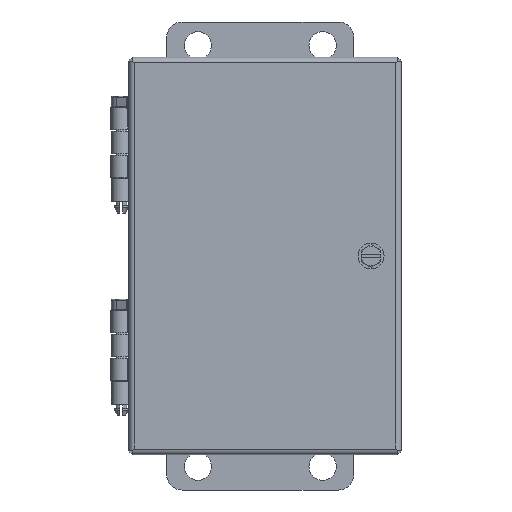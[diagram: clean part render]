
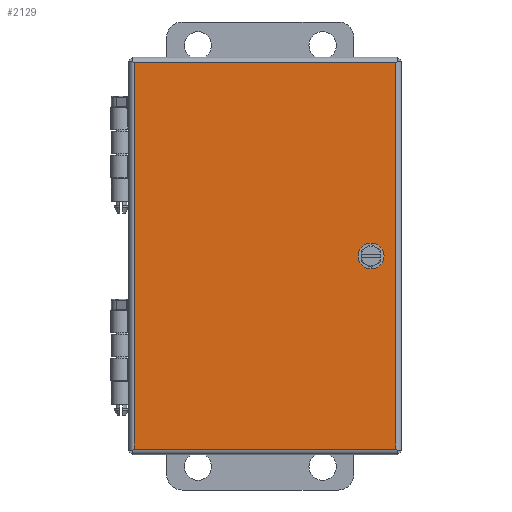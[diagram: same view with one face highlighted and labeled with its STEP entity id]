
A CAD part, front view. The second image highlights one B-rep face of the part: STEP entity #2129.
In plain terms, the highlighted planar face has unit normal (0, -1, 0).
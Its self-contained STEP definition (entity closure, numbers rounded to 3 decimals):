
#2129 = ADVANCED_FACE( '', ( #4779, #4780 ), #4781, .T. );
#4779 = FACE_BOUND( '', #8471, .T. );
#4780 = FACE_OUTER_BOUND( '', #8472, .T. );
#4781 = PLANE( '', #8473 );
#8471 = EDGE_LOOP( '', ( #14204 ) );
#8472 = EDGE_LOOP( '', ( #14205, #14206, #14207, #14208 ) );
#8473 = AXIS2_PLACEMENT_3D( '', #14209, #14210, #14211 );
#14204 = ORIENTED_EDGE( '', *, *, #23855, .F. );
#14205 = ORIENTED_EDGE( '', *, *, #23856, .T. );
#14206 = ORIENTED_EDGE( '', *, *, #23857, .F. );
#14207 = ORIENTED_EDGE( '', *, *, #23858, .T. );
#14208 = ORIENTED_EDGE( '', *, *, #23859, .T. );
#14209 = CARTESIAN_POINT( '', ( -55.499, 0., -80.899 ) );
#14210 = DIRECTION( '', ( 0., -1., 0. ) );
#14211 = DIRECTION( '', ( 0., 0., -1. ) );
#23855 = EDGE_CURVE( '', #28308, #28308, #28309, .T. );
#23856 = EDGE_CURVE( '', #28310, #28311, #28312, .T. );
#23857 = EDGE_CURVE( '', #27267, #28311, #28313, .T. );
#23858 = EDGE_CURVE( '', #27267, #27918, #28314, .T. );
#23859 = EDGE_CURVE( '', #27918, #28310, #28315, .T. );
#27267 = VERTEX_POINT( '', #34449 );
#27918 = VERTEX_POINT( '', #35984 );
#28308 = VERTEX_POINT( '', #36794 );
#28309 = CIRCLE( '', #36795, 3.175 );
#28310 = VERTEX_POINT( '', #36796 );
#28311 = VERTEX_POINT( '', #36797 );
#28312 = LINE( '', #36798, #36799 );
#28313 = LINE( '', #36800, #36801 );
#28314 = LINE( '', #36802, #36803 );
#28315 = LINE( '', #36804, #36805 );
#34449 = CARTESIAN_POINT( '', ( -53.162, 0., 78.562 ) );
#35984 = CARTESIAN_POINT( '', ( -53.162, 0., -78.562 ) );
#36794 = CARTESIAN_POINT( '', ( 46.355, 0., 0. ) );
#36795 = AXIS2_PLACEMENT_3D( '', #44598, #44599, #44600 );
#36796 = CARTESIAN_POINT( '', ( 53.162, 0., -78.562 ) );
#36797 = CARTESIAN_POINT( '', ( 53.162, 0., 78.562 ) );
#36798 = CARTESIAN_POINT( '', ( 53.162, 0., 78.562 ) );
#36799 = VECTOR( '', #44601, 1000. );
#36800 = CARTESIAN_POINT( '', ( -53.162, 0., 78.562 ) );
#36801 = VECTOR( '', #44602, 1000. );
#36802 = CARTESIAN_POINT( '', ( -53.162, 0., -80.899 ) );
#36803 = VECTOR( '', #44603, 1000. );
#36804 = CARTESIAN_POINT( '', ( 55.499, 0., -78.562 ) );
#36805 = VECTOR( '', #44604, 1000. );
#44598 = CARTESIAN_POINT( '', ( 43.18, 0., 0. ) );
#44599 = DIRECTION( '', ( 0., -1., 0. ) );
#44600 = DIRECTION( '', ( 1., 0., 0. ) );
#44601 = DIRECTION( '', ( 0., 0., 1. ) );
#44602 = DIRECTION( '', ( 1., 0., 0. ) );
#44603 = DIRECTION( '', ( 0., 0., -1. ) );
#44604 = DIRECTION( '', ( 1., 0., 0. ) );
